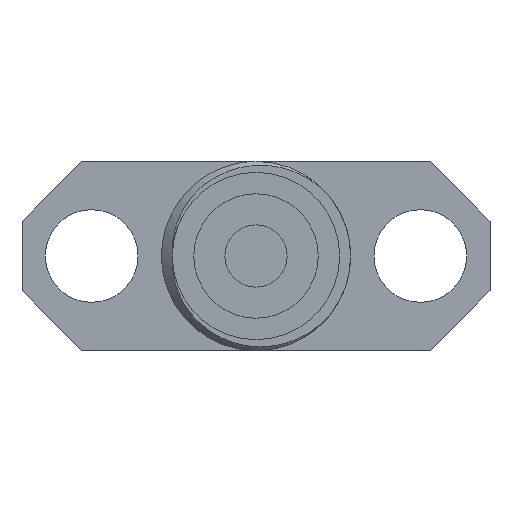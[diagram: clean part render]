
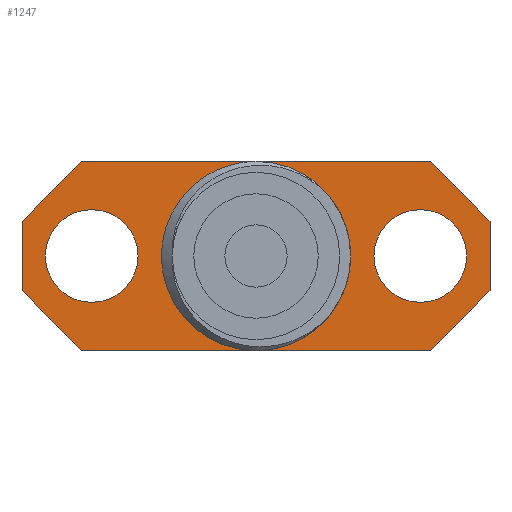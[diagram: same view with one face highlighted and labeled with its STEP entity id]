
A CAD part, left-side view. The second image highlights one B-rep face of the part: STEP entity #1247.
In plain terms, the highlighted planar face has unit normal (-1, 0, 0).
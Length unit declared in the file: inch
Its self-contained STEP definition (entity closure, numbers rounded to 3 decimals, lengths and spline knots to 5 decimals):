
#3 = EDGE_CURVE ( 'NONE', #1532, #1149, #291, .T. ) ;
#34 = CARTESIAN_POINT ( 'NONE',  ( 0.06, -0.235, 0.035 ) ) ;
#40 = DIRECTION ( 'NONE',  ( 0., 0., 1. ) ) ;
#42 = DIRECTION ( 'NONE',  ( 0., -0.707, -0.707 ) ) ;
#48 = VERTEX_POINT ( 'NONE', #2060 ) ;
#64 = DIRECTION ( 'NONE',  ( 0., 0.707, -0.707 ) ) ;
#75 = FACE_BOUND ( 'NONE', #1816, .T. ) ;
#76 = LINE ( 'NONE', #271, #1838 ) ;
#80 = CIRCLE ( 'NONE', #2192, 0.0465 ) ;
#89 = EDGE_CURVE ( 'NONE', #1799, #396, #2005, .T. ) ;
#124 = AXIS2_PLACEMENT_3D ( 'NONE', #1459, #587, #40 ) ;
#136 = EDGE_CURVE ( 'NONE', #669, #2112, #1163, .T. ) ;
#194 = AXIS2_PLACEMENT_3D ( 'NONE', #2275, #661, #1371 ) ;
#222 = CARTESIAN_POINT ( 'NONE',  ( 0.06, -0.175, -0.095 ) ) ;
#224 = CIRCLE ( 'NONE', #1726, 0.0465 ) ;
#254 = ORIENTED_EDGE ( 'NONE', *, *, #136, .F. ) ;
#271 = CARTESIAN_POINT ( 'NONE',  ( 0.06, -0.235, -0.095 ) ) ;
#284 = VERTEX_POINT ( 'NONE', #904 ) ;
#291 = LINE ( 'NONE', #1920, #1353 ) ;
#328 = CARTESIAN_POINT ( 'NONE',  ( 0.06, 0., -0.08406 ) ) ;
#336 = ORIENTED_EDGE ( 'NONE', *, *, #953, .T. ) ;
#350 = CIRCLE ( 'NONE', #604, 0.0465 ) ;
#353 = CARTESIAN_POINT ( 'NONE',  ( 0.06, 0.235, 0.035 ) ) ;
#370 = DIRECTION ( 'NONE',  ( 0., 0., 1. ) ) ;
#376 = DIRECTION ( 'NONE',  ( 0., 0., 1. ) ) ;
#396 = VERTEX_POINT ( 'NONE', #872 ) ;
#419 = CIRCLE ( 'NONE', #194, 0.08406 ) ;
#481 = DIRECTION ( 'NONE',  ( 0., -1., 0. ) ) ;
#520 = DIRECTION ( 'NONE',  ( -1., 0., 0. ) ) ;
#570 = LINE ( 'NONE', #962, #1591 ) ;
#575 = CARTESIAN_POINT ( 'NONE',  ( 0.06, 0.175, -0.095 ) ) ;
#584 = ORIENTED_EDGE ( 'NONE', *, *, #1091, .T. ) ;
#587 = DIRECTION ( 'NONE',  ( -1., 0., 0. ) ) ;
#591 = ORIENTED_EDGE ( 'NONE', *, *, #665, .T. ) ;
#604 = AXIS2_PLACEMENT_3D ( 'NONE', #1653, #1278, #1819 ) ;
#625 = ORIENTED_EDGE ( 'NONE', *, *, #89, .T. ) ;
#631 = FACE_BOUND ( 'NONE', #2011, .T. ) ;
#636 = ORIENTED_EDGE ( 'NONE', *, *, #3, .T. ) ;
#652 = AXIS2_PLACEMENT_3D ( 'NONE', #2122, #1212, #2295 ) ;
#661 = DIRECTION ( 'NONE',  ( -1., 0., 0. ) ) ;
#665 = EDGE_CURVE ( 'NONE', #1149, #2335, #1717, .T. ) ;
#669 = VERTEX_POINT ( 'NONE', #328 ) ;
#679 = VERTEX_POINT ( 'NONE', #1529 ) ;
#681 = CARTESIAN_POINT ( 'NONE',  ( 0.06, 0.165, 0.0465 ) ) ;
#682 = EDGE_CURVE ( 'NONE', #2080, #1671, #1023, .T. ) ;
#690 = VECTOR ( 'NONE', #2252, 39.37008 ) ;
#799 = VECTOR ( 'NONE', #1748, 39.37008 ) ;
#829 = CARTESIAN_POINT ( 'NONE',  ( 0.06, -0.175, -0.095 ) ) ;
#848 = CARTESIAN_POINT ( 'NONE',  ( 0.06, 0.08406, 0. ) ) ;
#859 = CARTESIAN_POINT ( 'NONE',  ( 0.06, -0.175, 0.095 ) ) ;
#861 = ORIENTED_EDGE ( 'NONE', *, *, #1604, .T. ) ;
#870 = CARTESIAN_POINT ( 'NONE',  ( 0.06, 0.165, 0. ) ) ;
#872 = CARTESIAN_POINT ( 'NONE',  ( 0.06, 0.235, -0.035 ) ) ;
#904 = CARTESIAN_POINT ( 'NONE',  ( 0.06, 0.165, -0.0465 ) ) ;
#920 = EDGE_CURVE ( 'NONE', #2069, #679, #80, .T. ) ;
#922 = LINE ( 'NONE', #1640, #1731 ) ;
#932 = VECTOR ( 'NONE', #2199, 39.37008 ) ;
#946 = CARTESIAN_POINT ( 'NONE',  ( 0.06, -0.235, -0.035 ) ) ;
#953 = EDGE_CURVE ( 'NONE', #1671, #1799, #570, .T. ) ;
#962 = CARTESIAN_POINT ( 'NONE',  ( 0.06, 0.175, 0.095 ) ) ;
#974 = VECTOR ( 'NONE', #1285, 39.37008 ) ;
#1001 = FACE_BOUND ( 'NONE', #1776, .T. ) ;
#1023 = LINE ( 'NONE', #1758, #690 ) ;
#1029 = CARTESIAN_POINT ( 'NONE',  ( 0.06, -0.165, 0.0465 ) ) ;
#1042 = ORIENTED_EDGE ( 'NONE', *, *, #1730, .F. ) ;
#1078 = ORIENTED_EDGE ( 'NONE', *, *, #2044, .F. ) ;
#1091 = EDGE_CURVE ( 'NONE', #48, #2080, #1840, .T. ) ;
#1149 = VERTEX_POINT ( 'NONE', #222 ) ;
#1163 = CIRCLE ( 'NONE', #124, 0.08406 ) ;
#1166 = CARTESIAN_POINT ( 'NONE',  ( 0.06, 0.175, 0.095 ) ) ;
#1169 = ORIENTED_EDGE ( 'NONE', *, *, #920, .F. ) ;
#1212 = DIRECTION ( 'NONE',  ( -1., 0., 0. ) ) ;
#1214 = EDGE_LOOP ( 'NONE', ( #636, #591, #1601, #584, #1898, #336, #625, #861 ) ) ;
#1247 = ADVANCED_FACE ( 'NONE', ( #75, #631, #1001, #1340 ), #2233, .F. ) ;
#1278 = DIRECTION ( 'NONE',  ( -1., 0., 0. ) ) ;
#1285 = DIRECTION ( 'NONE',  ( 0., 0., -1. ) ) ;
#1295 = CARTESIAN_POINT ( 'NONE',  ( 0.06, 0.235, -0.095 ) ) ;
#1314 = VERTEX_POINT ( 'NONE', #681 ) ;
#1326 = DIRECTION ( 'NONE',  ( 1., 0., 0. ) ) ;
#1331 = EDGE_CURVE ( 'NONE', #1314, #284, #224, .T. ) ;
#1340 = FACE_OUTER_BOUND ( 'NONE', #1214, .T. ) ;
#1353 = VECTOR ( 'NONE', #481, 39.37008 ) ;
#1371 = DIRECTION ( 'NONE',  ( 0., 0., 1. ) ) ;
#1459 = CARTESIAN_POINT ( 'NONE',  ( 0.06, 0., 0. ) ) ;
#1529 = CARTESIAN_POINT ( 'NONE',  ( 0.06, -0.165, -0.0465 ) ) ;
#1532 = VERTEX_POINT ( 'NONE', #575 ) ;
#1591 = VECTOR ( 'NONE', #64, 39.37008 ) ;
#1600 = EDGE_CURVE ( 'NONE', #679, #2069, #350, .T. ) ;
#1601 = ORIENTED_EDGE ( 'NONE', *, *, #1669, .T. ) ;
#1604 = EDGE_CURVE ( 'NONE', #396, #1532, #922, .T. ) ;
#1612 = ORIENTED_EDGE ( 'NONE', *, *, #1600, .F. ) ;
#1615 = CARTESIAN_POINT ( 'NONE',  ( 0.06, -0.165, 0. ) ) ;
#1640 = CARTESIAN_POINT ( 'NONE',  ( 0.06, 0.235, -0.035 ) ) ;
#1653 = CARTESIAN_POINT ( 'NONE',  ( 0.06, -0.165, 0. ) ) ;
#1665 = CIRCLE ( 'NONE', #652, 0.0465 ) ;
#1669 = EDGE_CURVE ( 'NONE', #2335, #48, #76, .T. ) ;
#1671 = VERTEX_POINT ( 'NONE', #1166 ) ;
#1717 = LINE ( 'NONE', #829, #799 ) ;
#1726 = AXIS2_PLACEMENT_3D ( 'NONE', #870, #2158, #370 ) ;
#1730 = EDGE_CURVE ( 'NONE', #2112, #669, #419, .T. ) ;
#1731 = VECTOR ( 'NONE', #42, 39.37008 ) ;
#1744 = DIRECTION ( 'NONE',  ( 0., 0., 1. ) ) ;
#1748 = DIRECTION ( 'NONE',  ( 0., -0.707, 0.707 ) ) ;
#1758 = CARTESIAN_POINT ( 'NONE',  ( 0.06, 0.235, 0.095 ) ) ;
#1776 = EDGE_LOOP ( 'NONE', ( #1042, #254 ) ) ;
#1799 = VERTEX_POINT ( 'NONE', #353 ) ;
#1816 = EDGE_LOOP ( 'NONE', ( #1894, #1078 ) ) ;
#1819 = DIRECTION ( 'NONE',  ( 0., 0., 1. ) ) ;
#1838 = VECTOR ( 'NONE', #1744, 39.37008 ) ;
#1840 = LINE ( 'NONE', #34, #932 ) ;
#1894 = ORIENTED_EDGE ( 'NONE', *, *, #1331, .F. ) ;
#1898 = ORIENTED_EDGE ( 'NONE', *, *, #682, .T. ) ;
#1902 = DIRECTION ( 'NONE',  ( 0., 0., -1. ) ) ;
#1920 = CARTESIAN_POINT ( 'NONE',  ( 0.06, 0.235, -0.095 ) ) ;
#1960 = AXIS2_PLACEMENT_3D ( 'NONE', #848, #1326, #1902 ) ;
#2005 = LINE ( 'NONE', #1295, #974 ) ;
#2011 = EDGE_LOOP ( 'NONE', ( #1169, #1612 ) ) ;
#2044 = EDGE_CURVE ( 'NONE', #284, #1314, #1665, .T. ) ;
#2060 = CARTESIAN_POINT ( 'NONE',  ( 0.06, -0.235, 0.035 ) ) ;
#2069 = VERTEX_POINT ( 'NONE', #1029 ) ;
#2080 = VERTEX_POINT ( 'NONE', #859 ) ;
#2112 = VERTEX_POINT ( 'NONE', #2270 ) ;
#2122 = CARTESIAN_POINT ( 'NONE',  ( 0.06, 0.165, 0. ) ) ;
#2158 = DIRECTION ( 'NONE',  ( -1., 0., 0. ) ) ;
#2192 = AXIS2_PLACEMENT_3D ( 'NONE', #1615, #520, #376 ) ;
#2199 = DIRECTION ( 'NONE',  ( 0., 0.707, 0.707 ) ) ;
#2233 = PLANE ( 'NONE',  #1960 ) ;
#2252 = DIRECTION ( 'NONE',  ( 0., 1., 0. ) ) ;
#2270 = CARTESIAN_POINT ( 'NONE',  ( 0.06, 0., 0.08406 ) ) ;
#2275 = CARTESIAN_POINT ( 'NONE',  ( 0.06, 0., 0. ) ) ;
#2295 = DIRECTION ( 'NONE',  ( 0., 0., 1. ) ) ;
#2335 = VERTEX_POINT ( 'NONE', #946 ) ;
